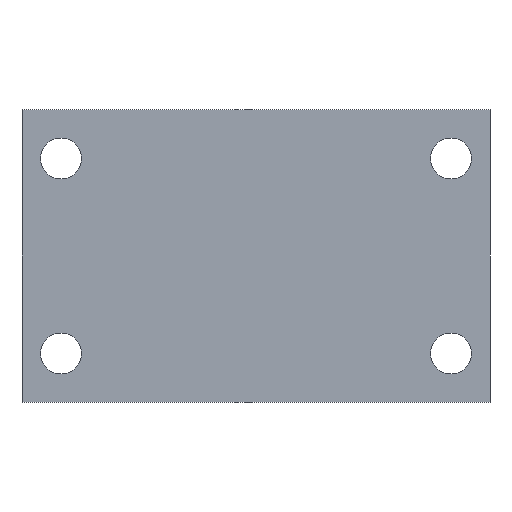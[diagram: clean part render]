
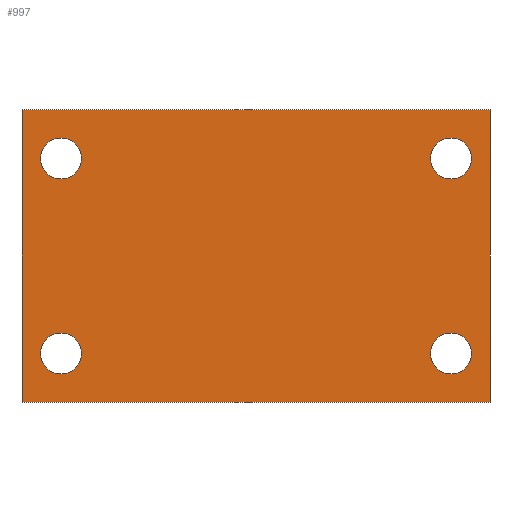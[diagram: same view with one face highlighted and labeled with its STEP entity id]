
A CAD part, front view. The second image highlights one B-rep face of the part: STEP entity #997.
In plain terms, the highlighted planar face has unit normal (0, -1, 0).
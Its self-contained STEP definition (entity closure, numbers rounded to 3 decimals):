
#794 = VERTEX_POINT('',#795);
#795 = CARTESIAN_POINT('',(-24.,-35.,10.));
#803 = VERTEX_POINT('',#804);
#804 = CARTESIAN_POINT('',(-24.,-35.,-20.));
#810 = EDGE_CURVE('',#794,#803,#811,.T.);
#811 = LINE('',#812,#813);
#812 = CARTESIAN_POINT('',(-24.,-35.,10.));
#813 = VECTOR('',#814,1.);
#814 = DIRECTION('',(0.,0.,-1.));
#825 = VERTEX_POINT('',#826);
#826 = CARTESIAN_POINT('',(24.,-35.,10.));
#834 = EDGE_CURVE('',#825,#794,#835,.T.);
#835 = LINE('',#836,#837);
#836 = CARTESIAN_POINT('',(24.,-35.,10.));
#837 = VECTOR('',#838,1.);
#838 = DIRECTION('',(-1.,0.,0.));
#851 = VERTEX_POINT('',#852);
#852 = CARTESIAN_POINT('',(24.,-35.,-20.));
#858 = EDGE_CURVE('',#803,#851,#859,.T.);
#859 = LINE('',#860,#861);
#860 = CARTESIAN_POINT('',(-24.,-35.,-20.));
#861 = VECTOR('',#862,1.);
#862 = DIRECTION('',(1.,0.,0.));
#875 = EDGE_CURVE('',#851,#825,#876,.T.);
#876 = LINE('',#877,#878);
#877 = CARTESIAN_POINT('',(24.,-35.,-20.));
#878 = VECTOR('',#879,1.);
#879 = DIRECTION('',(0.,0.,1.));
#890 = VERTEX_POINT('',#891);
#891 = CARTESIAN_POINT('',(-17.9,-35.,-15.));
#899 = EDGE_CURVE('',#890,#890,#900,.T.);
#900 = CIRCLE('',#901,2.1);
#901 = AXIS2_PLACEMENT_3D('',#902,#903,#904);
#902 = CARTESIAN_POINT('',(-20.,-35.,-15.));
#903 = DIRECTION('',(0.,-1.,0.));
#904 = DIRECTION('',(1.,0.,0.));
#915 = VERTEX_POINT('',#916);
#916 = CARTESIAN_POINT('',(-17.9,-35.,5.));
#924 = EDGE_CURVE('',#915,#915,#925,.T.);
#925 = CIRCLE('',#926,2.1);
#926 = AXIS2_PLACEMENT_3D('',#927,#928,#929);
#927 = CARTESIAN_POINT('',(-20.,-35.,5.));
#928 = DIRECTION('',(0.,-1.,0.));
#929 = DIRECTION('',(1.,0.,0.));
#940 = VERTEX_POINT('',#941);
#941 = CARTESIAN_POINT('',(22.1,-35.,-15.));
#949 = EDGE_CURVE('',#940,#940,#950,.T.);
#950 = CIRCLE('',#951,2.1);
#951 = AXIS2_PLACEMENT_3D('',#952,#953,#954);
#952 = CARTESIAN_POINT('',(20.,-35.,-15.));
#953 = DIRECTION('',(0.,-1.,0.));
#954 = DIRECTION('',(1.,0.,0.));
#965 = VERTEX_POINT('',#966);
#966 = CARTESIAN_POINT('',(22.1,-35.,5.));
#974 = EDGE_CURVE('',#965,#965,#975,.T.);
#975 = CIRCLE('',#976,2.1);
#976 = AXIS2_PLACEMENT_3D('',#977,#978,#979);
#977 = CARTESIAN_POINT('',(20.,-35.,5.));
#978 = DIRECTION('',(0.,-1.,0.));
#979 = DIRECTION('',(1.,0.,0.));
#997 = ADVANCED_FACE('',(#998,#1004,#1007,#1010,#1013),#1016,.T.);
#998 = FACE_BOUND('',#999,.T.);
#999 = EDGE_LOOP('',(#1000,#1001,#1002,#1003));
#1000 = ORIENTED_EDGE('',*,*,#810,.T.);
#1001 = ORIENTED_EDGE('',*,*,#858,.T.);
#1002 = ORIENTED_EDGE('',*,*,#875,.T.);
#1003 = ORIENTED_EDGE('',*,*,#834,.T.);
#1004 = FACE_BOUND('',#1005,.T.);
#1005 = EDGE_LOOP('',(#1006));
#1006 = ORIENTED_EDGE('',*,*,#899,.F.);
#1007 = FACE_BOUND('',#1008,.T.);
#1008 = EDGE_LOOP('',(#1009));
#1009 = ORIENTED_EDGE('',*,*,#949,.F.);
#1010 = FACE_BOUND('',#1011,.T.);
#1011 = EDGE_LOOP('',(#1012));
#1012 = ORIENTED_EDGE('',*,*,#924,.F.);
#1013 = FACE_BOUND('',#1014,.T.);
#1014 = EDGE_LOOP('',(#1015));
#1015 = ORIENTED_EDGE('',*,*,#974,.F.);
#1016 = PLANE('',#1017);
#1017 = AXIS2_PLACEMENT_3D('',#1018,#1019,#1020);
#1018 = CARTESIAN_POINT('',(0.,-35.,-5.));
#1019 = DIRECTION('',(0.,-1.,0.));
#1020 = DIRECTION('',(0.,0.,-1.));
